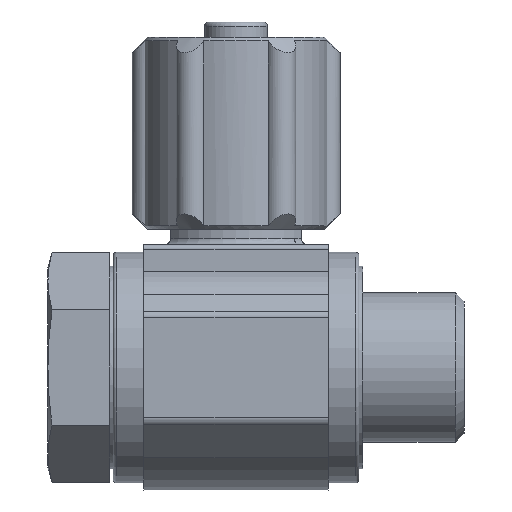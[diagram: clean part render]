
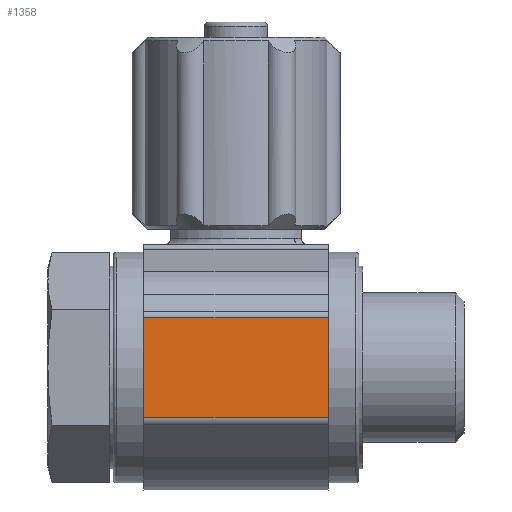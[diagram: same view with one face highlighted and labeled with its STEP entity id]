
A CAD part, left-side view. The second image highlights one B-rep face of the part: STEP entity #1358.
In plain terms, the highlighted planar face has unit normal (-1, 0, 0).
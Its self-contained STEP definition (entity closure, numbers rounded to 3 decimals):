
#236=ORIENTED_EDGE('',*,*,#609,.T.);
#237=ORIENTED_EDGE('',*,*,#610,.F.);
#238=ORIENTED_EDGE('',*,*,#611,.F.);
#239=ORIENTED_EDGE('',*,*,#612,.T.);
#609=EDGE_CURVE('',#798,#799,#902,.T.);
#610=EDGE_CURVE('',#800,#799,#903,.T.);
#611=EDGE_CURVE('',#801,#800,#904,.T.);
#612=EDGE_CURVE('',#801,#798,#905,.T.);
#798=VERTEX_POINT('',#2186);
#799=VERTEX_POINT('',#2187);
#800=VERTEX_POINT('',#2189);
#801=VERTEX_POINT('',#2191);
#902=LINE('',#2185,#984);
#903=LINE('',#2188,#985);
#904=LINE('',#2190,#986);
#905=LINE('',#2192,#987);
#984=VECTOR('',#1722,1000.);
#985=VECTOR('',#1723,1000.);
#986=VECTOR('',#1724,1000.);
#987=VECTOR('',#1725,1000.);
#1079=EDGE_LOOP('',(#236,#237,#238,#239));
#1203=FACE_BOUND('',#1079,.T.);
#1308=PLANE('',#1487);
#1358=ADVANCED_FACE('',(#1203),#1308,.F.);
#1487=AXIS2_PLACEMENT_3D('',#2184,#1720,#1721);
#1720=DIRECTION('',(1.,0.,0.));
#1721=DIRECTION('',(0.,0.,-1.));
#1722=DIRECTION('',(0.,0.,-1.));
#1723=DIRECTION('',(0.,1.,0.));
#1724=DIRECTION('',(0.,0.,-1.));
#1725=DIRECTION('',(0.,1.,0.));
#2184=CARTESIAN_POINT('',(-8.,-6.,3.238));
#2185=CARTESIAN_POINT('',(-8.,6.,3.238));
#2186=CARTESIAN_POINT('',(-8.,6.,3.238));
#2187=CARTESIAN_POINT('',(-8.,6.,-3.238));
#2188=CARTESIAN_POINT('',(-8.,-6.,-3.238));
#2189=CARTESIAN_POINT('',(-8.,-6.,-3.238));
#2190=CARTESIAN_POINT('',(-8.,-6.,3.238));
#2191=CARTESIAN_POINT('',(-8.,-6.,3.238));
#2192=CARTESIAN_POINT('',(-8.,-6.,3.238));
